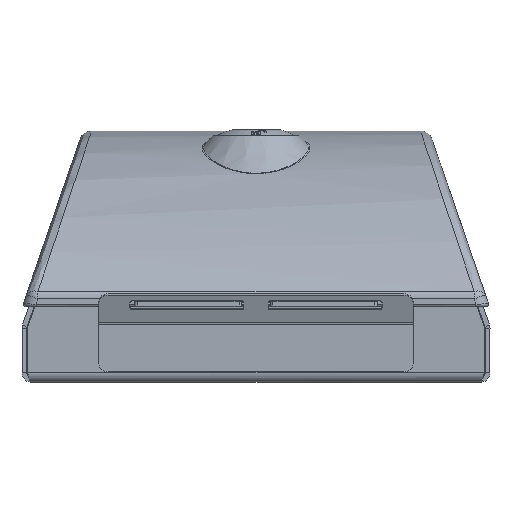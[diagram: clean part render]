
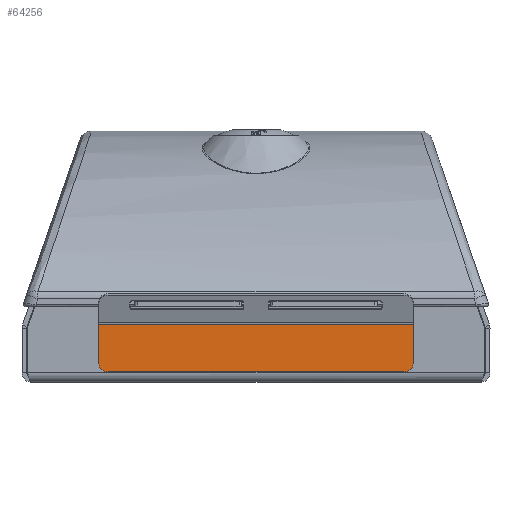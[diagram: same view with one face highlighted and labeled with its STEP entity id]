
A CAD part, front view. The second image highlights one B-rep face of the part: STEP entity #64256.
In plain terms, the highlighted planar face has unit normal (0, -1, 0).
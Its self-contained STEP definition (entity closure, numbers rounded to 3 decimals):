
#56 = EDGE_CURVE ( 'NONE', #23539, #36234, #69575, .T. ) ;
#1256 = FACE_OUTER_BOUND ( 'NONE', #73429, .T. ) ;
#2288 = VECTOR ( 'NONE', #73544, 1000. ) ;
#2500 = EDGE_CURVE ( 'NONE', #36234, #28243, #61280, .T. ) ;
#5097 = PLANE ( 'NONE',  #75795 ) ;
#7310 = CARTESIAN_POINT ( 'NONE',  ( 35.55, -141., 8.3 ) ) ;
#9643 = CARTESIAN_POINT ( 'NONE',  ( 31.55, -141., 4.3 ) ) ;
#13660 = CARTESIAN_POINT ( 'NONE',  ( 31.55, -141., 24.036 ) ) ;
#13675 = CARTESIAN_POINT ( 'NONE',  ( 31.55, -141., 24.036 ) ) ;
#15502 = CARTESIAN_POINT ( 'NONE',  ( 157.55, -141., 8.3 ) ) ;
#17725 = CIRCLE ( 'NONE', #75278, 4. ) ;
#20201 = DIRECTION ( 'NONE',  ( 0., 0., 1. ) ) ;
#21396 = VECTOR ( 'NONE', #52498, 1000. ) ;
#23525 = VERTEX_POINT ( 'NONE', #91812 ) ;
#23539 = VERTEX_POINT ( 'NONE', #39695 ) ;
#23734 = VERTEX_POINT ( 'NONE', #74691 ) ;
#23856 = DIRECTION ( 'NONE',  ( 0., 0., 1. ) ) ;
#28243 = VERTEX_POINT ( 'NONE', #35541 ) ;
#28484 = EDGE_CURVE ( 'NONE', #23734, #23539, #40290, .T. ) ;
#29688 = DIRECTION ( 'NONE',  ( 0., 0., 1. ) ) ;
#30694 = DIRECTION ( 'NONE',  ( 0., 0., 1. ) ) ;
#32897 = CARTESIAN_POINT ( 'NONE',  ( 31.55, -141., 24.036 ) ) ;
#35541 = CARTESIAN_POINT ( 'NONE',  ( 161.55, -141., 24.036 ) ) ;
#36234 = VERTEX_POINT ( 'NONE', #51826 ) ;
#37446 = DIRECTION ( 'NONE',  ( 0., -1., 0. ) ) ;
#39695 = CARTESIAN_POINT ( 'NONE',  ( 157.55, -141., 4.3 ) ) ;
#40056 = AXIS2_PLACEMENT_3D ( 'NONE', #15502, #37446, #29688 ) ;
#40290 = LINE ( 'NONE', #9643, #90020 ) ;
#44313 = LINE ( 'NONE', #13660, #2288 ) ;
#46223 = DIRECTION ( 'NONE',  ( 0., -1., 0. ) ) ;
#51826 = CARTESIAN_POINT ( 'NONE',  ( 161.55, -141., 8.3 ) ) ;
#52003 = ORIENTED_EDGE ( 'NONE', *, *, #56, .T. ) ;
#52498 = DIRECTION ( 'NONE',  ( 1., 0., 0. ) ) ;
#58858 = LINE ( 'NONE', #74912, #21396 ) ;
#60312 = EDGE_CURVE ( 'NONE', #23525, #23734, #17725, .T. ) ;
#61280 = LINE ( 'NONE', #91030, #71058 ) ;
#63895 = EDGE_CURVE ( 'NONE', #94022, #28243, #58858, .T. ) ;
#64256 = ADVANCED_FACE ( 'NONE', ( #1256 ), #5097, .F. ) ;
#69575 = CIRCLE ( 'NONE', #40056, 4. ) ;
#71058 = VECTOR ( 'NONE', #30694, 1000. ) ;
#73429 = EDGE_LOOP ( 'NONE', ( #77410, #52003, #85236, #78198, #94430, #89869 ) ) ;
#73544 = DIRECTION ( 'NONE',  ( 0., 0., 1. ) ) ;
#74691 = CARTESIAN_POINT ( 'NONE',  ( 35.55, -141., 4.3 ) ) ;
#74912 = CARTESIAN_POINT ( 'NONE',  ( 31.55, -141., 24.036 ) ) ;
#75278 = AXIS2_PLACEMENT_3D ( 'NONE', #7310, #46223, #23856 ) ;
#75795 = AXIS2_PLACEMENT_3D ( 'NONE', #32897, #86919, #20201 ) ;
#76362 = DIRECTION ( 'NONE',  ( 1., 0., 0. ) ) ;
#77410 = ORIENTED_EDGE ( 'NONE', *, *, #28484, .T. ) ;
#78198 = ORIENTED_EDGE ( 'NONE', *, *, #63895, .F. ) ;
#79420 = EDGE_CURVE ( 'NONE', #23525, #94022, #44313, .T. ) ;
#85236 = ORIENTED_EDGE ( 'NONE', *, *, #2500, .T. ) ;
#86919 = DIRECTION ( 'NONE',  ( 0., 1., 0. ) ) ;
#89869 = ORIENTED_EDGE ( 'NONE', *, *, #60312, .T. ) ;
#90020 = VECTOR ( 'NONE', #76362, 1000. ) ;
#91030 = CARTESIAN_POINT ( 'NONE',  ( 161.55, -141., 24.036 ) ) ;
#91812 = CARTESIAN_POINT ( 'NONE',  ( 31.55, -141., 8.3 ) ) ;
#94022 = VERTEX_POINT ( 'NONE', #13675 ) ;
#94430 = ORIENTED_EDGE ( 'NONE', *, *, #79420, .F. ) ;
